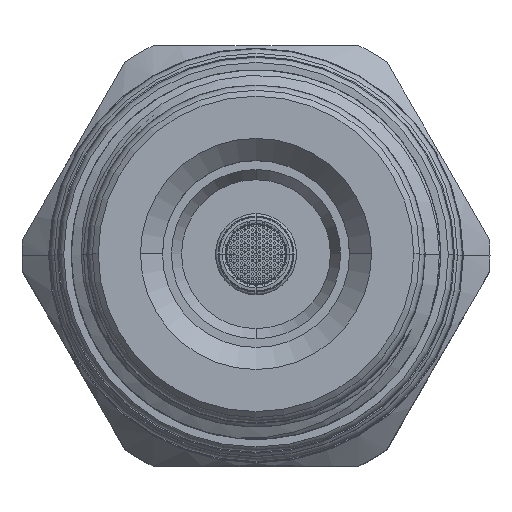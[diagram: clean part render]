
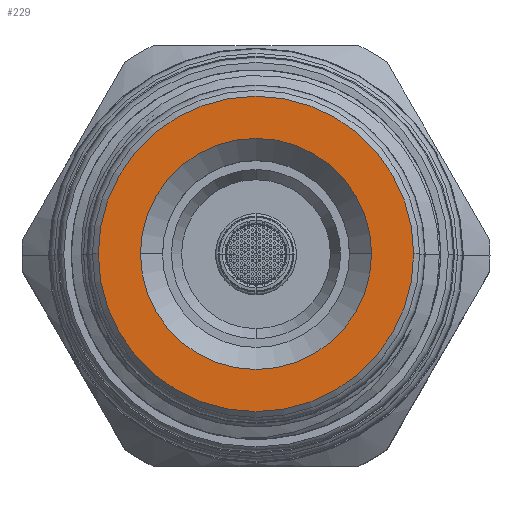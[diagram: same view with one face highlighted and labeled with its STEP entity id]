
A CAD part, top view. The second image highlights one B-rep face of the part: STEP entity #229.
In plain terms, the highlighted planar face has unit normal (0, 0, 1).
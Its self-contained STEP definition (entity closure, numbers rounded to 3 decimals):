
#229 = ADVANCED_FACE ( 'NONE', ( #263, #55984 ), #46483, .F. ) ;
#263 = FACE_OUTER_BOUND ( 'NONE', #44754, .T. ) ;
#1295 = VERTEX_POINT ( 'NONE', #15341 ) ;
#2499 = EDGE_CURVE ( 'NONE', #50258, #1295, #31043, .T. ) ;
#3479 = VERTEX_POINT ( 'NONE', #40319 ) ;
#4164 = DIRECTION ( 'NONE',  ( 0., 0., -1. ) ) ;
#4380 = ORIENTED_EDGE ( 'NONE', *, *, #2499, .T. ) ;
#5022 = VERTEX_POINT ( 'NONE', #27549 ) ;
#7787 = ORIENTED_EDGE ( 'NONE', *, *, #52297, .T. ) ;
#10101 = CARTESIAN_POINT ( 'NONE',  ( 10.715, 0., 19.1 ) ) ;
#12538 = ORIENTED_EDGE ( 'NONE', *, *, #34898, .T. ) ;
#15341 = CARTESIAN_POINT ( 'NONE',  ( -10.715, 0., 19.1 ) ) ;
#15759 = AXIS2_PLACEMENT_3D ( 'NONE', #20778, #16928, #52158 ) ;
#16928 = DIRECTION ( 'NONE',  ( 0., 0., -1. ) ) ;
#17406 = CARTESIAN_POINT ( 'NONE',  ( 0., 0., 19.1 ) ) ;
#18392 = CIRCLE ( 'NONE', #15759, 7.85 ) ;
#19136 = EDGE_LOOP ( 'NONE', ( #7787, #30291 ) ) ;
#19364 = DIRECTION ( 'NONE',  ( -1., 0., 0. ) ) ;
#20778 = CARTESIAN_POINT ( 'NONE',  ( 0., 0., 19.1 ) ) ;
#22361 = DIRECTION ( 'NONE',  ( 0., 0., 1. ) ) ;
#23807 = CARTESIAN_POINT ( 'NONE',  ( 0., 0., 19.1 ) ) ;
#27549 = CARTESIAN_POINT ( 'NONE',  ( 7.85, 0., 19.1 ) ) ;
#28977 = CARTESIAN_POINT ( 'NONE',  ( 0., 0., 19.1 ) ) ;
#30291 = ORIENTED_EDGE ( 'NONE', *, *, #36919, .T. ) ;
#31043 = CIRCLE ( 'NONE', #37868, 10.715 ) ;
#32289 = AXIS2_PLACEMENT_3D ( 'NONE', #28977, #33407, #42074 ) ;
#33407 = DIRECTION ( 'NONE',  ( 0., 0., -1. ) ) ;
#34898 = EDGE_CURVE ( 'NONE', #1295, #50258, #47139, .T. ) ;
#34925 = DIRECTION ( 'NONE',  ( -1., 0., 0. ) ) ;
#35438 = DIRECTION ( 'NONE',  ( -1., 0., 0. ) ) ;
#36919 = EDGE_CURVE ( 'NONE', #3479, #5022, #50511, .T. ) ;
#37620 = AXIS2_PLACEMENT_3D ( 'NONE', #53339, #22361, #35438 ) ;
#37868 = AXIS2_PLACEMENT_3D ( 'NONE', #23807, #41500, #19364 ) ;
#40319 = CARTESIAN_POINT ( 'NONE',  ( -7.85, 0., 19.1 ) ) ;
#41500 = DIRECTION ( 'NONE',  ( 0., 0., 1. ) ) ;
#42074 = DIRECTION ( 'NONE',  ( -1., 0., 0. ) ) ;
#44456 = AXIS2_PLACEMENT_3D ( 'NONE', #17406, #4164, #34925 ) ;
#44754 = EDGE_LOOP ( 'NONE', ( #12538, #4380 ) ) ;
#46483 = PLANE ( 'NONE',  #32289 ) ;
#47139 = CIRCLE ( 'NONE', #37620, 10.715 ) ;
#50258 = VERTEX_POINT ( 'NONE', #10101 ) ;
#50511 = CIRCLE ( 'NONE', #44456, 7.85 ) ;
#52158 = DIRECTION ( 'NONE',  ( -1., 0., 0. ) ) ;
#52297 = EDGE_CURVE ( 'NONE', #5022, #3479, #18392, .T. ) ;
#53339 = CARTESIAN_POINT ( 'NONE',  ( 0., 0., 19.1 ) ) ;
#55984 = FACE_BOUND ( 'NONE', #19136, .T. ) ;
